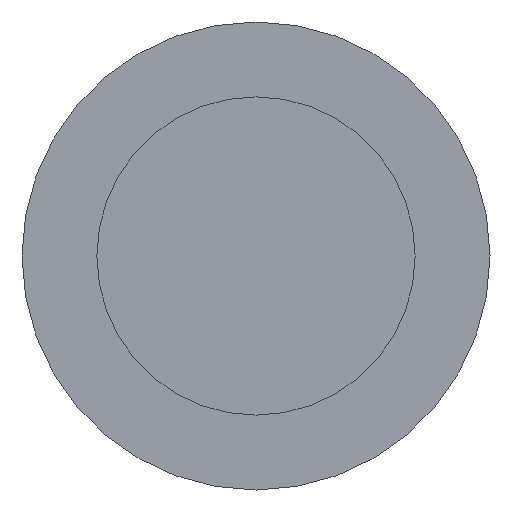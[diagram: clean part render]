
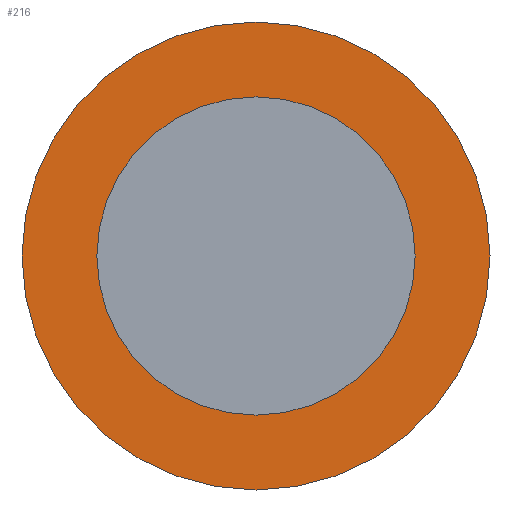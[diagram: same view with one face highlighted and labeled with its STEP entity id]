
A CAD part, front view. The second image highlights one B-rep face of the part: STEP entity #216.
In plain terms, the highlighted planar face has unit normal (0, -1, 0).
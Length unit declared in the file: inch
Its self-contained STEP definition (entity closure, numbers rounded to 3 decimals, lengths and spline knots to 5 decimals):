
#78 = ORIENTED_EDGE ( 'NONE', *, *, #211, .F. ) ;
#79 = EDGE_LOOP ( 'NONE', ( #89, #205 ) ) ;
#80 = VERTEX_POINT ( 'NONE', #454 ) ;
#87 = EDGE_LOOP ( 'NONE', ( #78, #90 ) ) ;
#88 = EDGE_CURVE ( 'NONE', #80, #93, #484, .T. ) ;
#89 = ORIENTED_EDGE ( 'NONE', *, *, #210, .F. ) ;
#90 = ORIENTED_EDGE ( 'NONE', *, *, #201, .F. ) ;
#93 = VERTEX_POINT ( 'NONE', #479 ) ;
#166 = VERTEX_POINT ( 'NONE', #642 ) ;
#187 = VERTEX_POINT ( 'NONE', #701 ) ;
#201 = EDGE_CURVE ( 'NONE', #166, #187, #747, .T. ) ;
#205 = ORIENTED_EDGE ( 'NONE', *, *, #88, .F. ) ;
#210 = EDGE_CURVE ( 'NONE', #93, #80, #768, .T. ) ;
#211 = EDGE_CURVE ( 'NONE', #187, #166, #754, .T. ) ;
#216 = ADVANCED_FACE ( 'NONE', ( #801, #800 ), #782, .F. ) ;
#454 = CARTESIAN_POINT ( 'NONE',  ( 0., 0., -0.17 ) ) ;
#479 = CARTESIAN_POINT ( 'NONE',  ( 0., 0., 0.17 ) ) ;
#480 = DIRECTION ( 'NONE',  ( 0., 0., 1. ) ) ;
#481 = DIRECTION ( 'NONE',  ( 0., -1., 0. ) ) ;
#482 = CARTESIAN_POINT ( 'NONE',  ( 0., 0., 0. ) ) ;
#483 = AXIS2_PLACEMENT_3D ( 'NONE', #482, #481, #480 ) ;
#484 = CIRCLE ( 'NONE', #483, 0.17 ) ;
#642 = CARTESIAN_POINT ( 'NONE',  ( 0., 0., 0.25 ) ) ;
#701 = CARTESIAN_POINT ( 'NONE',  ( 0., 0., -0.25 ) ) ;
#734 = DIRECTION ( 'NONE',  ( 0., 0., 1. ) ) ;
#735 = DIRECTION ( 'NONE',  ( 0., 1., 0. ) ) ;
#746 = AXIS2_PLACEMENT_3D ( 'NONE', #749, #735, #734 ) ;
#747 = CIRCLE ( 'NONE', #746, 0.25 ) ;
#749 = CARTESIAN_POINT ( 'NONE',  ( 0., 0., 0. ) ) ;
#751 = DIRECTION ( 'NONE',  ( 0., 0., 1. ) ) ;
#752 = DIRECTION ( 'NONE',  ( 0., 1., 0. ) ) ;
#753 = AXIS2_PLACEMENT_3D ( 'NONE', #769, #752, #751 ) ;
#754 = CIRCLE ( 'NONE', #753, 0.25 ) ;
#755 = DIRECTION ( 'NONE',  ( 0., 0., 1. ) ) ;
#756 = DIRECTION ( 'NONE',  ( 0., -1., 0. ) ) ;
#767 = AXIS2_PLACEMENT_3D ( 'NONE', #770, #756, #755 ) ;
#768 = CIRCLE ( 'NONE', #767, 0.17 ) ;
#769 = CARTESIAN_POINT ( 'NONE',  ( 0., 0., 0. ) ) ;
#770 = CARTESIAN_POINT ( 'NONE',  ( 0., 0., 0. ) ) ;
#782 = PLANE ( 'NONE',  #846 ) ;
#800 = FACE_BOUND ( 'NONE', #79, .T. ) ;
#801 = FACE_OUTER_BOUND ( 'NONE', #87, .T. ) ;
#843 = DIRECTION ( 'NONE',  ( 0., 0., 1. ) ) ;
#844 = DIRECTION ( 'NONE',  ( 0., 1., 0. ) ) ;
#845 = CARTESIAN_POINT ( 'NONE',  ( 0., 0., 0. ) ) ;
#846 = AXIS2_PLACEMENT_3D ( 'NONE', #845, #844, #843 ) ;
